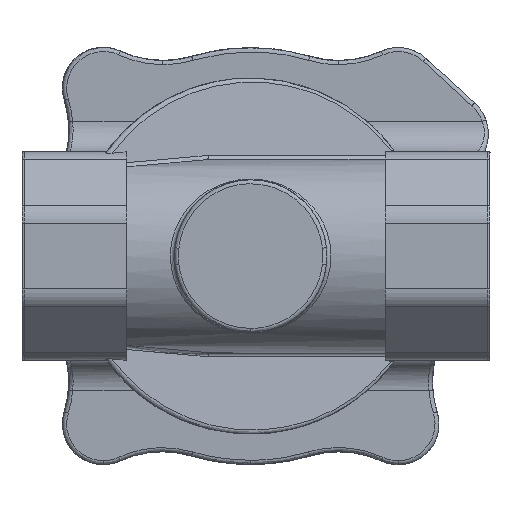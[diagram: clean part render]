
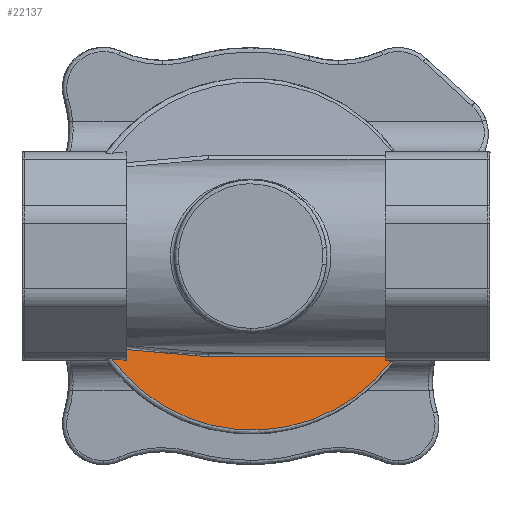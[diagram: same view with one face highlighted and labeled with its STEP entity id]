
A CAD part, front view. The second image highlights one B-rep face of the part: STEP entity #22137.
In plain terms, the highlighted planar face has unit normal (0.42, -0.907, 0).
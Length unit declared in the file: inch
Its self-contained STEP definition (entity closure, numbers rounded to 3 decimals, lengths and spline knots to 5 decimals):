
#309 = CARTESIAN_POINT ( 'NONE',  ( 0.74891, 0.54665, -1.10532 ) ) ;
#328 = VERTEX_POINT ( 'NONE', #12274 ) ;
#432 = VECTOR ( 'NONE', #11227, 39.37008 ) ;
#554 = CARTESIAN_POINT ( 'NONE',  ( -0.999, -0.26234, 0. ) ) ;
#1085 = CARTESIAN_POINT ( 'NONE',  ( 0.999, 0.6624, -0.779 ) ) ;
#1994 = ORIENTED_EDGE ( 'NONE', *, *, #13323, .T. ) ;
#2817 = ORIENTED_EDGE ( 'NONE', *, *, #8405, .T. ) ;
#2937 = CARTESIAN_POINT ( 'NONE',  ( -0.58546, -0.07094, -0.77427 ) ) ;
#3111 = ORIENTED_EDGE ( 'NONE', *, *, #3818, .T. ) ;
#3504 = CARTESIAN_POINT ( 'NONE',  ( -0.79657, -0.16865, -0.75538 ) ) ;
#3551 = CARTESIAN_POINT ( 'NONE',  ( 1.03034, 0.67691, -0.81159 ) ) ;
#3696 = CARTESIAN_POINT ( 'NONE',  ( -0.999, -0.26234, -0.80676 ) ) ;
#3818 = EDGE_CURVE ( 'NONE', #10982, #5561, #18264, .T. ) ;
#4228 = CARTESIAN_POINT ( 'NONE',  ( -0.82177, -0.18031, -1.09325 ) ) ;
#4257 = ORIENTED_EDGE ( 'NONE', *, *, #14712, .T. ) ;
#4510 = ORIENTED_EDGE ( 'NONE', *, *, #5620, .F. ) ;
#4528 = DIRECTION ( 'NONE',  ( 0., 0., 1. ) ) ;
#5561 = VERTEX_POINT ( 'NONE', #9292 ) ;
#5620 = EDGE_CURVE ( 'NONE', #10982, #22377, #13952, .T. ) ;
#5867 = DIRECTION ( 'NONE',  ( 0.42, -0.908, 0. ) ) ;
#5917 = CARTESIAN_POINT ( 'NONE',  ( -0.999, -0.26234, -0.80676 ) ) ;
#6245 = CARTESIAN_POINT ( 'NONE',  ( -0.14275, 0.13396, -1.34616 ) ) ;
#7298 = CARTESIAN_POINT ( 'NONE',  ( -1.11413, -0.31563, -0.79667 ) ) ;
#8068 = LINE ( 'NONE', #10365, #21542 ) ;
#8405 = EDGE_CURVE ( 'NONE', #13728, #328, #8068, .T. ) ;
#8425 = CARTESIAN_POINT ( 'NONE',  ( -1.11413, -0.31563, -0.79667 ) ) ;
#8552 = CARTESIAN_POINT ( 'NONE',  ( 0.66062, 0.50579, -1.16239 ) ) ;
#9095 = CARTESIAN_POINT ( 'NONE',  ( 0.17059, 0.27899, -1.33637 ) ) ;
#9292 = CARTESIAN_POINT ( 'NONE',  ( 0.999, 0.6624, -0.80924 ) ) ;
#10034 = PLANE ( 'NONE',  #20099 ) ;
#10190 = FACE_OUTER_BOUND ( 'NONE', #24756, .T. ) ;
#10305 = CARTESIAN_POINT ( 'NONE',  ( 0.999, 0.6624, 0. ) ) ;
#10365 = CARTESIAN_POINT ( 'NONE',  ( -0.07625, 0.16474, -0.779 ) ) ;
#10368 = VERTEX_POINT ( 'NONE', #10926 ) ;
#10926 = CARTESIAN_POINT ( 'NONE',  ( -0.999, -0.26234, -0.72282 ) ) ;
#10982 = VERTEX_POINT ( 'NONE', #25550 ) ;
#11227 = DIRECTION ( 'NONE',  ( 0., 0., -1. ) ) ;
#11690 =( BOUNDED_CURVE ( )  B_SPLINE_CURVE ( 3, ( #7298, #26008, #25730, #3696 ),
 .UNSPECIFIED., .F., .F. ) 
 B_SPLINE_CURVE_WITH_KNOTS ( ( 4, 4 ),
 ( 1.24551, 1.52169 ),
 .UNSPECIFIED. ) 
 CURVE ( )  GEOMETRIC_REPRESENTATION_ITEM ( )  RATIONAL_B_SPLINE_CURVE ( ( 1., 0.994, 0.994, 1. ) ) 
 REPRESENTATION_ITEM ( '' )  );
#12064 = CARTESIAN_POINT ( 'NONE',  ( 1.0458, 0.68406, -0.81328 ) ) ;
#12274 = CARTESIAN_POINT ( 'NONE',  ( -0.3714, 0.02813, -0.779 ) ) ;
#12406 = DIRECTION ( 'NONE',  ( -0.908, -0.42, 0. ) ) ;
#13028 = CARTESIAN_POINT ( 'NONE',  ( -1.11413, -0.31563, -0.79667 ) ) ;
#13164 = CARTESIAN_POINT ( 'NONE',  ( -0.24707, 0.08568, -1.33316 ) ) ;
#13323 = EDGE_CURVE ( 'NONE', #5561, #13728, #24130, .T. ) ;
#13446 = CARTESIAN_POINT ( 'NONE',  ( 0.98274, 0.65488, -0.89651 ) ) ;
#13728 = VERTEX_POINT ( 'NONE', #1085 ) ;
#13952 = B_SPLINE_CURVE_WITH_KNOTS ( 'NONE', 3,
 ( #15180, #13446, #26111, #309, #8552, #20049, #17902, #9095, #24105, #6245, #13164, #17330, #15026, #23967, #4228, #26258, #23811, #13028 ),
 .UNSPECIFIED., .F., .F.,
 ( 4, 2, 2, 2, 2, 2, 2, 2, 4 ),
 ( 0., 0.125, 0.25, 0.375, 0.5, 0.625, 0.75, 0.875, 1. ),
 .UNSPECIFIED. ) ;
#14611 = CARTESIAN_POINT ( 'NONE',  ( -0.89923, -0.21616, -0.74137 ) ) ;
#14712 = EDGE_CURVE ( 'NONE', #10368, #21867, #21882, .T. ) ;
#15026 = CARTESIAN_POINT ( 'NONE',  ( -0.54843, -0.0538, -1.24677 ) ) ;
#15180 = CARTESIAN_POINT ( 'NONE',  ( 1.0458, 0.68406, -0.81328 ) ) ;
#16805 = DIRECTION ( 'NONE',  ( 0.908, 0.42, 0. ) ) ;
#17330 = CARTESIAN_POINT ( 'NONE',  ( -0.44992, -0.00821, -1.28347 ) ) ;
#17902 = CARTESIAN_POINT ( 'NONE',  ( 0.37418, 0.37321, -1.2898 ) ) ;
#18264 =( BOUNDED_CURVE ( )  B_SPLINE_CURVE ( 3, ( #12064, #3551, #18975, #18679 ),
 .UNSPECIFIED., .F., .F. ) 
 B_SPLINE_CURVE_WITH_KNOTS ( ( 4, 4 ),
 ( 1.33967, 1.43306 ),
 .UNSPECIFIED. ) 
 CURVE ( )  GEOMETRIC_REPRESENTATION_ITEM ( )  RATIONAL_B_SPLINE_CURVE ( ( 1., 0.999, 0.999, 1. ) ) 
 REPRESENTATION_ITEM ( '' )  );
#18679 = CARTESIAN_POINT ( 'NONE',  ( 0.999, 0.6624, -0.80924 ) ) ;
#18975 = CARTESIAN_POINT ( 'NONE',  ( 1.01473, 0.66968, -0.81024 ) ) ;
#20049 = CARTESIAN_POINT ( 'NONE',  ( 0.47325, 0.41907, -1.25462 ) ) ;
#20099 = AXIS2_PLACEMENT_3D ( 'NONE', #27744, #5867, #16805 ) ;
#21098 = EDGE_CURVE ( 'NONE', #22377, #21867, #11690, .T. ) ;
#21542 = VECTOR ( 'NONE', #12406, 39.37008 ) ;
#21867 = VERTEX_POINT ( 'NONE', #5917 ) ;
#21882 = LINE ( 'NONE', #554, #432 ) ;
#22137 = ADVANCED_FACE ( 'NONE', ( #10190 ), #10034, .T. ) ;
#22143 = B_SPLINE_CURVE_WITH_KNOTS ( 'NONE', 3,
 ( #26974, #22665, #2937, #3504, #14611, #25847 ),
 .UNSPECIFIED., .F., .F.,
 ( 4, 2, 4 ),
 ( 0., 0.5, 1. ),
 .UNSPECIFIED. ) ;
#22377 = VERTEX_POINT ( 'NONE', #8425 ) ;
#22665 = CARTESIAN_POINT ( 'NONE',  ( -0.47891, -0.02163, -0.779 ) ) ;
#22716 = ORIENTED_EDGE ( 'NONE', *, *, #21098, .F. ) ;
#23686 = EDGE_CURVE ( 'NONE', #328, #10368, #22143, .T. ) ;
#23811 = CARTESIAN_POINT ( 'NONE',  ( -1.05237, -0.28704, -0.88086 ) ) ;
#23967 = CARTESIAN_POINT ( 'NONE',  ( -0.73437, -0.13986, -1.15167 ) ) ;
#24105 = CARTESIAN_POINT ( 'NONE',  ( 0.06608, 0.23062, -1.34776 ) ) ;
#24130 = LINE ( 'NONE', #10305, #27562 ) ;
#24756 = EDGE_LOOP ( 'NONE', ( #3111, #1994, #2817, #28433, #4257, #22716, #4510 ) ) ;
#25550 = CARTESIAN_POINT ( 'NONE',  ( 1.0458, 0.68406, -0.81328 ) ) ;
#25730 = CARTESIAN_POINT ( 'NONE',  ( -1.03826, -0.28051, -0.80587 ) ) ;
#25847 = CARTESIAN_POINT ( 'NONE',  ( -0.999, -0.26234, -0.72282 ) ) ;
#26008 = CARTESIAN_POINT ( 'NONE',  ( -1.07688, -0.29839, -0.80248 ) ) ;
#26111 = CARTESIAN_POINT ( 'NONE',  ( 0.90999, 0.6212, -0.9724 ) ) ;
#26258 = CARTESIAN_POINT ( 'NONE',  ( -0.98079, -0.25391, -0.95786 ) ) ;
#26974 = CARTESIAN_POINT ( 'NONE',  ( -0.3714, 0.02813, -0.779 ) ) ;
#27562 = VECTOR ( 'NONE', #4528, 39.37008 ) ;
#27744 = CARTESIAN_POINT ( 'NONE',  ( -0.07625, 0.16474, 0. ) ) ;
#28433 = ORIENTED_EDGE ( 'NONE', *, *, #23686, .T. ) ;
